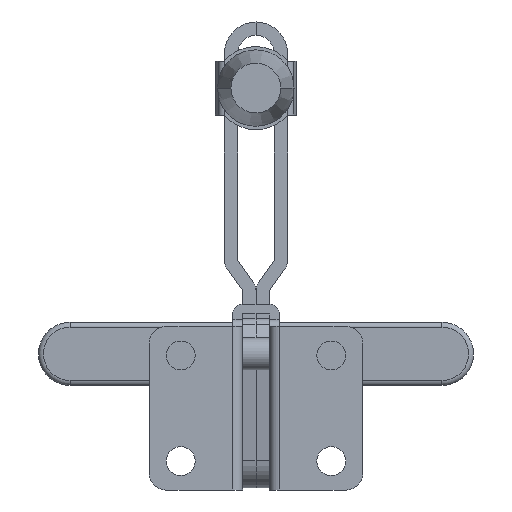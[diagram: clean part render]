
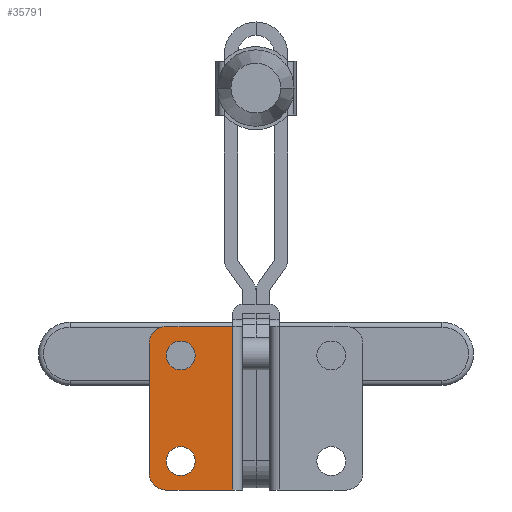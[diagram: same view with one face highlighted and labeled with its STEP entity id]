
A CAD part, front view. The second image highlights one B-rep face of the part: STEP entity #35791.
In plain terms, the highlighted planar face has unit normal (0, -1, 0).
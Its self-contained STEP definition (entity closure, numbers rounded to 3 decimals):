
#14601 = PLANE ( 'NONE',  #15060 ) ;
#14840 = CARTESIAN_POINT ( 'NONE',  ( -22.65, 0., 4.35 ) ) ;
#14841 = DIRECTION ( 'NONE',  ( 0., 0., -1. ) ) ;
#14842 = DIRECTION ( 'NONE',  ( 0., -1., 0. ) ) ;
#14843 = CARTESIAN_POINT ( 'NONE',  ( -22.65, 0., 8.7 ) ) ;
#14844 = AXIS2_PLACEMENT_3D ( 'NONE', #14843, #14842, #14841 ) ;
#14845 = CIRCLE ( 'NONE', #14844, 4.35 ) ;
#14987 = CARTESIAN_POINT ( 'NONE',  ( -22.65, 0., 13.05 ) ) ;
#14999 = CARTESIAN_POINT ( 'NONE',  ( -22.65, 0., 44.85 ) ) ;
#15009 = DIRECTION ( 'NONE',  ( 0., 0., -1. ) ) ;
#15010 = DIRECTION ( 'NONE',  ( 0., -1., 0. ) ) ;
#15011 = CARTESIAN_POINT ( 'NONE',  ( -22.65, 0., 40.5 ) ) ;
#15012 = AXIS2_PLACEMENT_3D ( 'NONE', #15011, #15010, #15009 ) ;
#15013 = CIRCLE ( 'NONE', #15012, 4.35 ) ;
#15039 = CARTESIAN_POINT ( 'NONE',  ( -22.65, 0., 36.15 ) ) ;
#15060 = AXIS2_PLACEMENT_3D ( 'NONE', #15316, #15311, #15563 ) ;
#15169 = CARTESIAN_POINT ( 'NONE',  ( -27.15, 0., 0. ) ) ;
#15170 = DIRECTION ( 'NONE',  ( 1., 0., 0. ) ) ;
#15171 = VECTOR ( 'NONE', #15170, 1000. ) ;
#15172 = CARTESIAN_POINT ( 'NONE',  ( -4., 0., 0. ) ) ;
#15173 = LINE ( 'NONE', #15172, #15171 ) ;
#15210 = CARTESIAN_POINT ( 'NONE',  ( -7., 0., 0. ) ) ;
#15311 = DIRECTION ( 'NONE',  ( 0., 1., 0. ) ) ;
#15316 = CARTESIAN_POINT ( 'NONE',  ( -4., 0., 56. ) ) ;
#15563 = DIRECTION ( 'NONE',  ( -1., 0., 0. ) ) ;
#15564 = FACE_OUTER_BOUND ( 'NONE', #34201, .T. ) ;
#15565 = FACE_BOUND ( 'NONE', #35778, .T. ) ;
#15566 = FACE_BOUND ( 'NONE', #35795, .T. ) ;
#15571 = DIRECTION ( 'NONE',  ( 0., 0., -1. ) ) ;
#15572 = DIRECTION ( 'NONE',  ( 0., -1., 0. ) ) ;
#15573 = CARTESIAN_POINT ( 'NONE',  ( -22.65, 0., 40.5 ) ) ;
#15574 = AXIS2_PLACEMENT_3D ( 'NONE', #15573, #15572, #15571 ) ;
#15575 = CIRCLE ( 'NONE', #15574, 4.35 ) ;
#15578 = DIRECTION ( 'NONE',  ( 0., 0., -1. ) ) ;
#15579 = DIRECTION ( 'NONE',  ( 0., -1., 0. ) ) ;
#15580 = CARTESIAN_POINT ( 'NONE',  ( -22.65, 0., 8.7 ) ) ;
#15581 = AXIS2_PLACEMENT_3D ( 'NONE', #15580, #15579, #15578 ) ;
#15586 = CIRCLE ( 'NONE', #15581, 4.35 ) ;
#15591 = CARTESIAN_POINT ( 'NONE',  ( -32.15, 0., 5. ) ) ;
#15592 = CARTESIAN_POINT ( 'NONE',  ( -32.15, 0., 44.2 ) ) ;
#15593 = DIRECTION ( 'NONE',  ( 0., 0., -1. ) ) ;
#15594 = VECTOR ( 'NONE', #15593, 1000. ) ;
#15595 = CARTESIAN_POINT ( 'NONE',  ( -32.15, 0., 56. ) ) ;
#15596 = LINE ( 'NONE', #15595, #15594 ) ;
#15630 = LINE ( 'NONE', #15693, #15692 ) ;
#15667 = DIRECTION ( 'NONE',  ( 0., 0., 1. ) ) ;
#15668 = VECTOR ( 'NONE', #15667, 1000. ) ;
#15669 = CARTESIAN_POINT ( 'NONE',  ( -7., 0., 56. ) ) ;
#15670 = LINE ( 'NONE', #15669, #15668 ) ;
#15685 = CARTESIAN_POINT ( 'NONE',  ( -27.15, 0., 49.2 ) ) ;
#15691 = DIRECTION ( 'NONE',  ( 1., 0., 0. ) ) ;
#15692 = VECTOR ( 'NONE', #15691, 1000. ) ;
#15693 = CARTESIAN_POINT ( 'NONE',  ( -32.15, 0., 49.2 ) ) ;
#15842 = CARTESIAN_POINT ( 'NONE',  ( -7., 0., 49.2 ) ) ;
#15992 = DIRECTION ( 'NONE',  ( -1., 0., 0. ) ) ;
#15993 = DIRECTION ( 'NONE',  ( 0., -1., 0. ) ) ;
#15994 = CARTESIAN_POINT ( 'NONE',  ( -27.15, 0., 44.2 ) ) ;
#15995 = AXIS2_PLACEMENT_3D ( 'NONE', #15994, #15993, #15992 ) ;
#15996 = CARTESIAN_POINT ( 'NONE',  ( -27.15, 0., 5. ) ) ;
#16001 = CIRCLE ( 'NONE', #15995, 5. ) ;
#16051 = DIRECTION ( 'NONE',  ( -1., 0., 0. ) ) ;
#16052 = DIRECTION ( 'NONE',  ( 0., -1., 0. ) ) ;
#16053 = AXIS2_PLACEMENT_3D ( 'NONE', #15996, #16052, #16051 ) ;
#16054 = CIRCLE ( 'NONE', #16053, 5. ) ;
#34201 = EDGE_LOOP ( 'NONE', ( #36277, #36142, #35957, #35967, #35908, #35909 ) ) ;
#35258 = EDGE_CURVE ( 'NONE', #35318, #35259, #14845, .T. ) ;
#35259 = VERTEX_POINT ( 'NONE', #14840 ) ;
#35318 = VERTEX_POINT ( 'NONE', #14987 ) ;
#35334 = EDGE_CURVE ( 'NONE', #35339, #35353, #15013, .T. ) ;
#35339 = VERTEX_POINT ( 'NONE', #14999 ) ;
#35353 = VERTEX_POINT ( 'NONE', #15039 ) ;
#35420 = EDGE_CURVE ( 'NONE', #35421, #35433, #15173, .T. ) ;
#35421 = VERTEX_POINT ( 'NONE', #15169 ) ;
#35433 = VERTEX_POINT ( 'NONE', #15210 ) ;
#35755 = EDGE_CURVE ( 'NONE', #35757, #35758, #15596, .T. ) ;
#35757 = VERTEX_POINT ( 'NONE', #15592 ) ;
#35758 = VERTEX_POINT ( 'NONE', #15591 ) ;
#35773 = ORIENTED_EDGE ( 'NONE', *, *, #35774, .F. ) ;
#35774 = EDGE_CURVE ( 'NONE', #35259, #35318, #15586, .T. ) ;
#35776 = ORIENTED_EDGE ( 'NONE', *, *, #35258, .F. ) ;
#35778 = EDGE_LOOP ( 'NONE', ( #35780, #35783 ) ) ;
#35780 = ORIENTED_EDGE ( 'NONE', *, *, #35782, .F. ) ;
#35782 = EDGE_CURVE ( 'NONE', #35353, #35339, #15575, .T. ) ;
#35783 = ORIENTED_EDGE ( 'NONE', *, *, #35334, .F. ) ;
#35791 = ADVANCED_FACE ( 'NONE', ( #15566, #15565, #15564 ), #14601, .F. ) ;
#35795 = EDGE_LOOP ( 'NONE', ( #35773, #35776 ) ) ;
#35908 = ORIENTED_EDGE ( 'NONE', *, *, #35420, .T. ) ;
#35909 = ORIENTED_EDGE ( 'NONE', *, *, #35969, .T. ) ;
#35937 = EDGE_CURVE ( 'NONE', #35952, #36141, #15630, .T. ) ;
#35952 = VERTEX_POINT ( 'NONE', #15685 ) ;
#35957 = ORIENTED_EDGE ( 'NONE', *, *, #35755, .T. ) ;
#35967 = ORIENTED_EDGE ( 'NONE', *, *, #36295, .T. ) ;
#35969 = EDGE_CURVE ( 'NONE', #35433, #36141, #15670, .T. ) ;
#36141 = VERTEX_POINT ( 'NONE', #15842 ) ;
#36142 = ORIENTED_EDGE ( 'NONE', *, *, #36293, .T. ) ;
#36277 = ORIENTED_EDGE ( 'NONE', *, *, #35937, .F. ) ;
#36293 = EDGE_CURVE ( 'NONE', #35952, #35757, #16001, .T. ) ;
#36295 = EDGE_CURVE ( 'NONE', #35758, #35421, #16054, .T. ) ;
